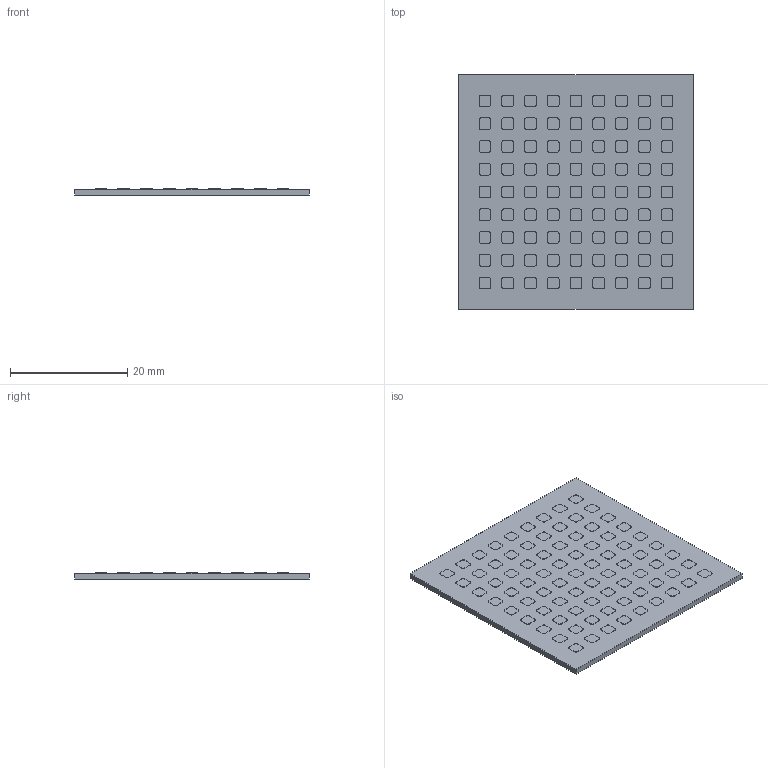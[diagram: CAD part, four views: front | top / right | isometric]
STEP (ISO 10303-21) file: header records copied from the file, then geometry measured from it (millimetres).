
FILE_DESCRIPTION(/* description */ (''),/* implementation_level */ '2;1');
FILE_NAME(/* name */ '9x9pixel_3.87975pitch_2pad.step',/* time_stamp */ '2025-06-07T18:21:46-07:00',/* author */ (''),/* organization */ (''),/* preprocessor_version */ 'ST-DEVELOPER v20.1',/* originating_system */ 'Autodesk Translation Framework v14.10.0.0',/* authorisation */ '');
FILE_SCHEMA (('AUTOMOTIVE_DESIGN { 1 0 10303 214 3 1 1 }'));
Length unit declared in the file: millimetre
Products named in the file (1): 9x9pixel_3.87975pitch_2pad
Bounding box: 40 x 40 x 1.04 mm (x, y, z)
Volume: 1300.6 mm3; surface area: 3977.8 mm2
Topology: 82 solids, 82 shells, 1464 faces, 3900 edges, 2600 vertices
Faces by surface type: plane 816, cylinder 648
Entity records: 46123 total; most frequent: DIRECTION 8126, CARTESIAN_POINT 7965, ORIENTED_EDGE 7800, EDGE_CURVE 3900, AXIS2_PLACEMENT_3D 2761, LINE 2604, VECTOR 2604, VERTEX_POINT 2600
